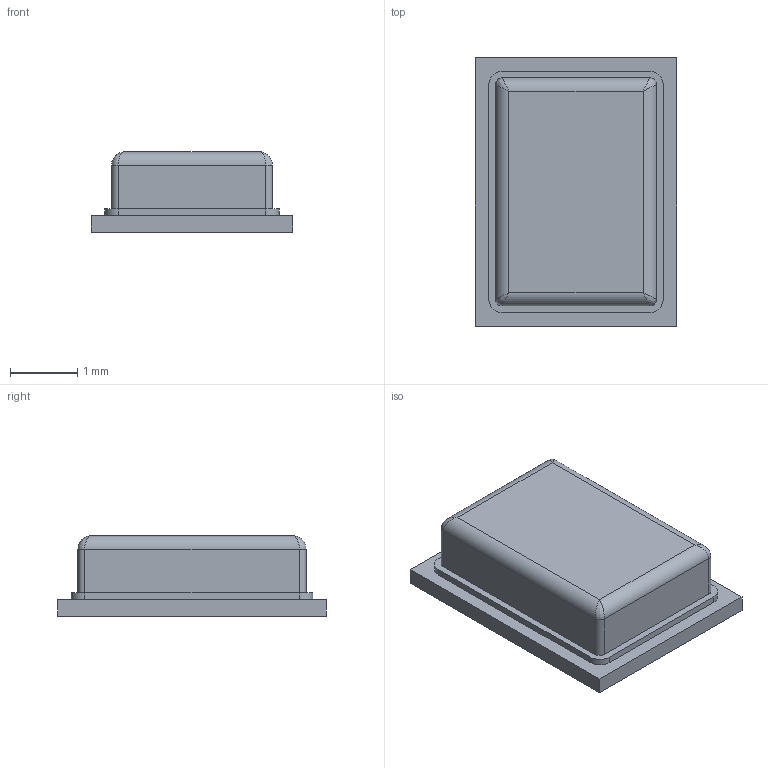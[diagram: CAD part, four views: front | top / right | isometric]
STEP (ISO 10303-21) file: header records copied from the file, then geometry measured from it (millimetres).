
FILE_DESCRIPTION (( 'STEP AP203' ), '1' );
FILE_NAME ('Infineon-IM69D130.STEP', '2020-07-13T19:35:28', ( '' ), ( '' ), 'SwSTEP 2.0', 'SolidWorks 2017', '' );
FILE_SCHEMA (( 'CONFIG_CONTROL_DESIGN' ));
Length unit declared in the file: millimetre
Products named in the file (1): Infineon-IM69D130
Bounding box: 3 x 4 x 1.2 mm (x, y, z)
Volume: 10.8 mm3; surface area: 37.4 mm2
Topology: 1 solids, 1 shells, 32 faces, 76 edges, 44 vertices
Faces by surface type: plane 16, cylinder 12, bspline 4
Entity records: 1029 total; most frequent: CARTESIAN_POINT 265, ORIENTED_EDGE 144, DIRECTION 138, EDGE_CURVE 72, VECTOR 48, LINE 48, AXIS2_PLACEMENT_3D 45, VERTEX_POINT 44
